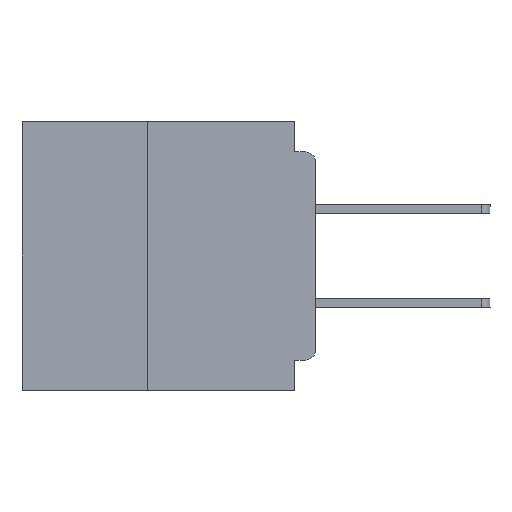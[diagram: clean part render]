
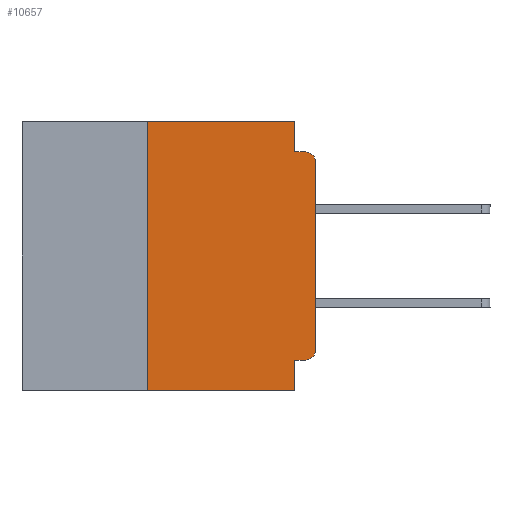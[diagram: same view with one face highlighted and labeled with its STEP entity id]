
A CAD part, left-side view. The second image highlights one B-rep face of the part: STEP entity #10657.
In plain terms, the highlighted planar face has unit normal (-1, 0, 0).
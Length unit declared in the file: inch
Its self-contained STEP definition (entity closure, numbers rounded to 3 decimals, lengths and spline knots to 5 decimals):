
#93 = CARTESIAN_POINT ( 'NONE',  ( 0., 0.015, -0.045 ) ) ;
#1036 = DIRECTION ( 'NONE',  ( 0., 0., 1. ) ) ;
#3137 = DIRECTION ( 'NONE',  ( 0., -1., 0. ) ) ;
#4535 = DIRECTION ( 'NONE',  ( 1., 0., 0. ) ) ;
#5946 = EDGE_CURVE ( 'NONE', #53018, #18033, #55826, .T. ) ;
#5961 = ORIENTED_EDGE ( 'NONE', *, *, #5946, .F. ) ;
#7210 = DIRECTION ( 'NONE',  ( 0., 1., 0. ) ) ;
#7565 = VECTOR ( 'NONE', #7210, 39.37008 ) ;
#7608 = EDGE_CURVE ( 'NONE', #18937, #23845, #46121, .T. ) ;
#7805 = CARTESIAN_POINT ( 'NONE',  ( 0., 0., -0.045 ) ) ;
#9252 = LINE ( 'NONE', #28985, #23148 ) ;
#9763 = VECTOR ( 'NONE', #11852, 39.37008 ) ;
#10131 = VECTOR ( 'NONE', #33001, 39.37008 ) ;
#10657 = ADVANCED_FACE ( 'NONE', ( #12976 ), #37047, .F. ) ;
#11650 = CARTESIAN_POINT ( 'NONE',  ( 0., 0.015, -0.34 ) ) ;
#11852 = DIRECTION ( 'NONE',  ( 0., -1., 0. ) ) ;
#12388 = VERTEX_POINT ( 'NONE', #16371 ) ;
#12976 = FACE_OUTER_BOUND ( 'NONE', #53410, .T. ) ;
#16302 = CIRCLE ( 'NONE', #43817, 0.015 ) ;
#16366 = DIRECTION ( 'NONE',  ( 0., 0., -1. ) ) ;
#16371 = CARTESIAN_POINT ( 'NONE',  ( 0., 0.031, 0. ) ) ;
#16956 = CARTESIAN_POINT ( 'NONE',  ( 0., 0.031, -0.4 ) ) ;
#18033 = VERTEX_POINT ( 'NONE', #29553 ) ;
#18202 = ORIENTED_EDGE ( 'NONE', *, *, #32924, .T. ) ;
#18937 = VERTEX_POINT ( 'NONE', #54791 ) ;
#19105 = VERTEX_POINT ( 'NONE', #42168 ) ;
#21205 = VECTOR ( 'NONE', #3137, 39.37008 ) ;
#21324 = VECTOR ( 'NONE', #29569, 39.37008 ) ;
#21893 = AXIS2_PLACEMENT_3D ( 'NONE', #26230, #58911, #30936 ) ;
#22197 = LINE ( 'NONE', #30456, #9763 ) ;
#23148 = VECTOR ( 'NONE', #1036, 39.37008 ) ;
#23259 = EDGE_CURVE ( 'NONE', #46439, #12388, #56636, .T. ) ;
#23845 = VERTEX_POINT ( 'NONE', #93 ) ;
#24120 = EDGE_CURVE ( 'NONE', #53018, #19105, #16302, .T. ) ;
#24657 = EDGE_CURVE ( 'NONE', #18033, #54445, #44762, .T. ) ;
#24864 = CARTESIAN_POINT ( 'NONE',  ( 0., 0.031, -0.4 ) ) ;
#26230 = CARTESIAN_POINT ( 'NONE',  ( 0., 0.015, -0.06 ) ) ;
#26387 = EDGE_CURVE ( 'NONE', #12388, #18937, #59857, .T. ) ;
#26463 = ORIENTED_EDGE ( 'NONE', *, *, #24120, .T. ) ;
#28316 = DIRECTION ( 'NONE',  ( 0., -1., 0. ) ) ;
#28985 = CARTESIAN_POINT ( 'NONE',  ( 0., 0.25, -0.4 ) ) ;
#29553 = CARTESIAN_POINT ( 'NONE',  ( 0., 0.031, -0.355 ) ) ;
#29569 = DIRECTION ( 'NONE',  ( 0., 0., -1. ) ) ;
#30456 = CARTESIAN_POINT ( 'NONE',  ( 0., 0.437, -0.4 ) ) ;
#30492 = CARTESIAN_POINT ( 'NONE',  ( 0., 0., -0.355 ) ) ;
#30936 = DIRECTION ( 'NONE',  ( 0., 0., -1. ) ) ;
#32065 = VECTOR ( 'NONE', #40298, 39.37008 ) ;
#32726 = AXIS2_PLACEMENT_3D ( 'NONE', #60485, #4535, #37248 ) ;
#32924 = EDGE_CURVE ( 'NONE', #46213, #23845, #37663, .T. ) ;
#33001 = DIRECTION ( 'NONE',  ( 0., 0., -1. ) ) ;
#33226 = CARTESIAN_POINT ( 'NONE',  ( 0., 0.25, -0.4 ) ) ;
#35615 = CARTESIAN_POINT ( 'NONE',  ( 0., 0., 0. ) ) ;
#35961 = ORIENTED_EDGE ( 'NONE', *, *, #24657, .F. ) ;
#36492 = LINE ( 'NONE', #35615, #32065 ) ;
#36562 = ORIENTED_EDGE ( 'NONE', *, *, #7608, .F. ) ;
#37047 = PLANE ( 'NONE',  #32726 ) ;
#37248 = DIRECTION ( 'NONE',  ( 0., 0., -1. ) ) ;
#37663 = CIRCLE ( 'NONE', #21893, 0.015 ) ;
#40290 = ORIENTED_EDGE ( 'NONE', *, *, #51996, .F. ) ;
#40298 = DIRECTION ( 'NONE',  ( 0., 0., 1. ) ) ;
#40757 = CARTESIAN_POINT ( 'NONE',  ( 0., 0., -0.06 ) ) ;
#41722 = ORIENTED_EDGE ( 'NONE', *, *, #26387, .F. ) ;
#42168 = CARTESIAN_POINT ( 'NONE',  ( 0., 0., -0.34 ) ) ;
#42974 = CARTESIAN_POINT ( 'NONE',  ( 0., 0.25, 0. ) ) ;
#43817 = AXIS2_PLACEMENT_3D ( 'NONE', #11650, #44385, #16366 ) ;
#44232 = VECTOR ( 'NONE', #28316, 39.37008 ) ;
#44385 = DIRECTION ( 'NONE',  ( -1., 0., 0. ) ) ;
#44762 = LINE ( 'NONE', #24864, #21324 ) ;
#46087 = ORIENTED_EDGE ( 'NONE', *, *, #23259, .F. ) ;
#46121 = LINE ( 'NONE', #7805, #21205 ) ;
#46213 = VERTEX_POINT ( 'NONE', #40757 ) ;
#46439 = VERTEX_POINT ( 'NONE', #42974 ) ;
#47641 = VERTEX_POINT ( 'NONE', #33226 ) ;
#49695 = EDGE_CURVE ( 'NONE', #19105, #46213, #36492, .T. ) ;
#51996 = EDGE_CURVE ( 'NONE', #47641, #46439, #9252, .T. ) ;
#53018 = VERTEX_POINT ( 'NONE', #55030 ) ;
#53410 = EDGE_LOOP ( 'NONE', ( #56900, #18202, #36562, #41722, #46087, #40290, #57062, #35961, #5961, #26463 ) ) ;
#53517 = EDGE_CURVE ( 'NONE', #47641, #54445, #22197, .T. ) ;
#54445 = VERTEX_POINT ( 'NONE', #16956 ) ;
#54791 = CARTESIAN_POINT ( 'NONE',  ( 0., 0.031, -0.045 ) ) ;
#55030 = CARTESIAN_POINT ( 'NONE',  ( 0., 0.015, -0.355 ) ) ;
#55826 = LINE ( 'NONE', #30492, #7565 ) ;
#56263 = CARTESIAN_POINT ( 'NONE',  ( 0., 0.031, 0. ) ) ;
#56321 = CARTESIAN_POINT ( 'NONE',  ( 0., 0.437, 0. ) ) ;
#56636 = LINE ( 'NONE', #56321, #44232 ) ;
#56900 = ORIENTED_EDGE ( 'NONE', *, *, #49695, .T. ) ;
#57062 = ORIENTED_EDGE ( 'NONE', *, *, #53517, .T. ) ;
#58911 = DIRECTION ( 'NONE',  ( -1., 0., 0. ) ) ;
#59857 = LINE ( 'NONE', #56263, #10131 ) ;
#60485 = CARTESIAN_POINT ( 'NONE',  ( 0., 0.437, 0. ) ) ;
